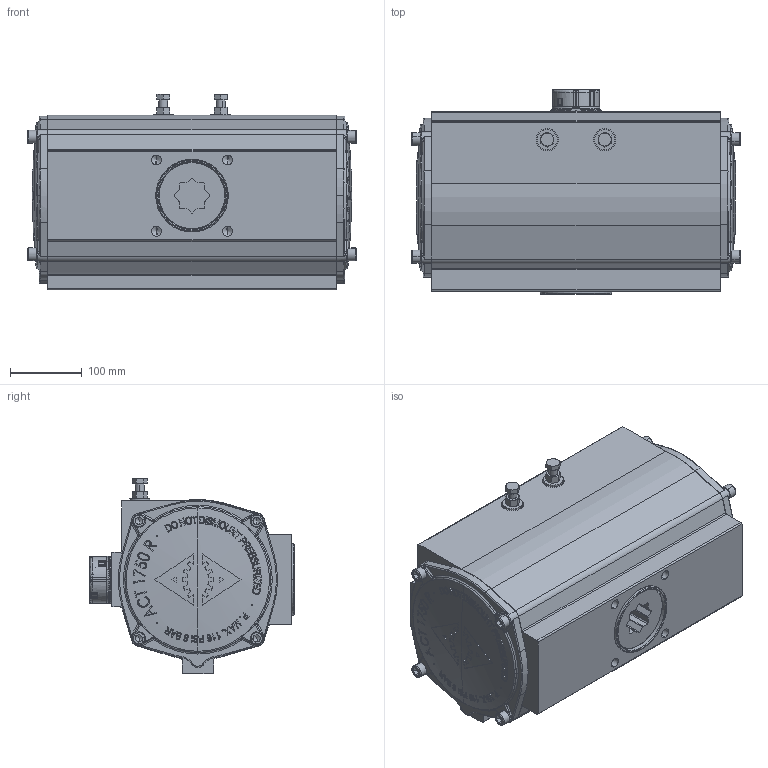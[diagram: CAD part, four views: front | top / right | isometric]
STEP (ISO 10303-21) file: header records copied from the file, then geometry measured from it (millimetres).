
FILE_DESCRIPTION (( 'STEP AP214' ), '1' );
FILE_NAME ('ADA1750.STEP', '2011-12-07T11:38:53', ( 'ossuin - p' ), ( 'Ossuin' ), 'SwSTEP 2.0', 'SolidWorks 2010', '' );
FILE_SCHEMA (( 'AUTOMOTIVE_DESIGN' ));
Length unit declared in the file: millimetre
Products named in the file (10): Washer DIN 125 - A 15_Washer DIN 125 - A 15; T1750c; Hexagon Nut ISO - 4032 - M12 - D - C_Hexagon Nut ISO - 4032 - M12 - D - C; ISO 4014 - M12 x 50 x 50-C_ISO 4014 - M12 x 50 x 50-C; E1750N; DIN 912 M12 x 35 --- 35C_Default; Tapon ﾘ65; CR1200; C1750; ADA1750
Assembly tree (20 placements, depth 2):
  ADA1750
    Tapon ﾘ65
    DIN 912 M12 x 35 --- 35C_Default  x8
    Washer DIN 125 - A 15_Washer DIN 125 - A 15  x2
    T1750c  x2
    Hexagon Nut ISO - 4032 - M12 - D - C_Hexagon Nut ISO - 4032 - M12 - D - C  x2
    CR1200
    ISO 4014 - M12 x 50 x 50-C_ISO 4014 - M12 x 50 x 50-C  x2
    E1750N
    C1750
Bounding box: 457 x 284.28 x 272 mm (x, y, z)
Volume: 7002085.3 mm3; surface area: 1114642.2 mm2
Topology: 33 solids, 33 shells, 5289 faces, 14211 edges, 9056 vertices
Faces by surface type: plane 2777, cylinder 1073, bspline 693, cone 266, sphere 244, torus 236
Entity records: 163590 total; most frequent: CARTESIAN_POINT 51825, ORIENTED_EDGE 19936, DIRECTION 19253, EDGE_CURVE 9968, AXIS2_PLACEMENT_3D 7431, VERTEX_POINT 6420, LINE 4391, VECTOR 4391
